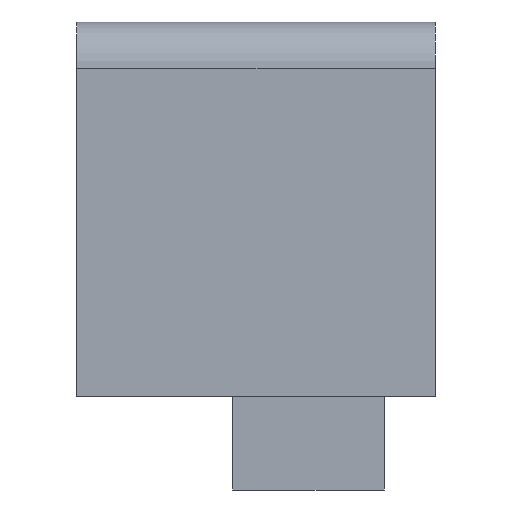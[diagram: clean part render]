
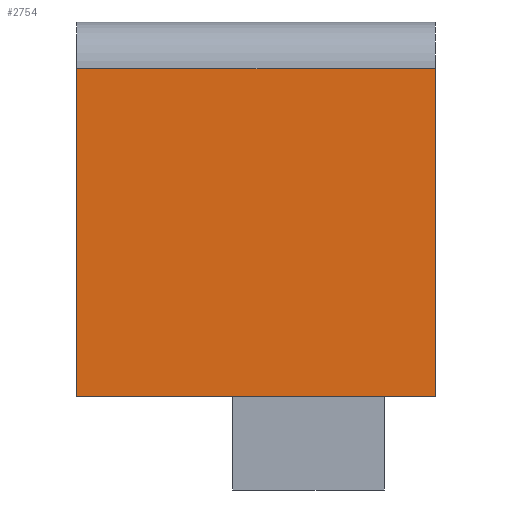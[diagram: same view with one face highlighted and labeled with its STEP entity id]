
A CAD part, left-side view. The second image highlights one B-rep face of the part: STEP entity #2754.
In plain terms, the highlighted planar face has unit normal (-1, 0, 0).
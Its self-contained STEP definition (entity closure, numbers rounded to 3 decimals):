
#448=FACE_OUTER_BOUND('',#720,.T.);
#720=EDGE_LOOP('',(#2372,#2373,#2374,#2375));
#936=LINE('',#4458,#1165);
#942=LINE('',#4470,#1171);
#943=LINE('',#4472,#1172);
#944=LINE('',#4473,#1173);
#1165=VECTOR('',#3676,10.);
#1171=VECTOR('',#3684,10.);
#1172=VECTOR('',#3685,10.);
#1173=VECTOR('',#3686,10.);
#1432=VERTEX_POINT('',#4455);
#1433=VERTEX_POINT('',#4457);
#1438=VERTEX_POINT('',#4469);
#1439=VERTEX_POINT('',#4471);
#1760=EDGE_CURVE('',#1433,#1432,#936,.T.);
#1766=EDGE_CURVE('',#1433,#1438,#942,.T.);
#1767=EDGE_CURVE('',#1439,#1432,#943,.T.);
#1768=EDGE_CURVE('',#1439,#1438,#944,.T.);
#2372=ORIENTED_EDGE('',*,*,#1766,.F.);
#2373=ORIENTED_EDGE('',*,*,#1760,.T.);
#2374=ORIENTED_EDGE('',*,*,#1767,.F.);
#2375=ORIENTED_EDGE('',*,*,#1768,.T.);
#2625=PLANE('',#3031);
#2754=ADVANCED_FACE('',(#448),#2625,.F.);
#3031=AXIS2_PLACEMENT_3D('',#4468,#3682,#3683);
#3676=DIRECTION('',(0.,-1.,0.));
#3682=DIRECTION('center_axis',(1.,0.,0.));
#3683=DIRECTION('ref_axis',(0.,1.,0.));
#3684=DIRECTION('',(0.,0.,1.));
#3685=DIRECTION('',(0.,0.,-1.));
#3686=DIRECTION('',(0.,1.,0.));
#4455=CARTESIAN_POINT('',(-4.658,350.,174.783));
#4457=CARTESIAN_POINT('',(-4.658,465.,174.783));
#4458=CARTESIAN_POINT('',(-4.658,375.4,174.783));
#4468=CARTESIAN_POINT('Origin',(-4.658,400.8,164.783));
#4469=CARTESIAN_POINT('',(-4.658,465.,279.783));
#4470=CARTESIAN_POINT('',(-4.658,465.,97.891));
#4471=CARTESIAN_POINT('',(-4.658,350.,279.783));
#4472=CARTESIAN_POINT('',(-4.658,350.,279.783));
#4473=CARTESIAN_POINT('',(-4.658,451.6,279.783));
